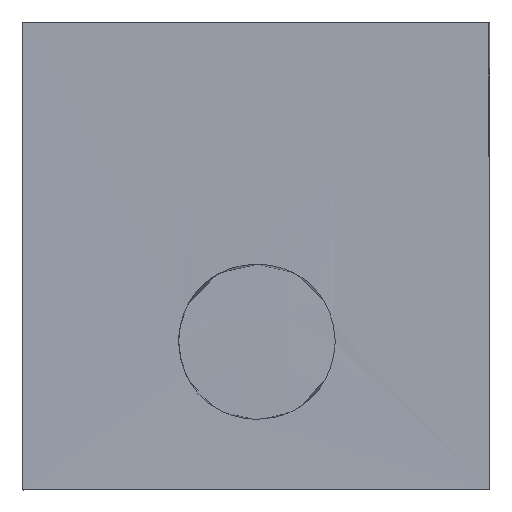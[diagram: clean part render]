
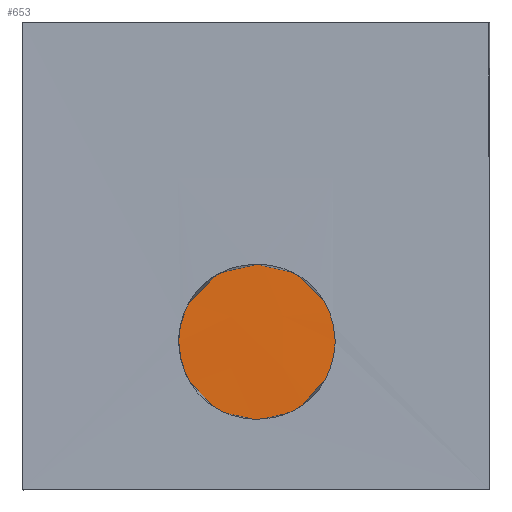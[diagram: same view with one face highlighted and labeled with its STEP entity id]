
A CAD part, left-side view. The second image highlights one B-rep face of the part: STEP entity #653.
In plain terms, the highlighted free-form (B-spline) face has degree [3, 3] with [4, 4] control points.
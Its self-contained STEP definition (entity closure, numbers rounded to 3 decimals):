
#467 = B_SPLINE_SURFACE_WITH_KNOTS('',3,3,(
    (#468,#469,#470,#471)
    ,(#472,#473,#474,#475)
    ,(#476,#477,#478,#479)
    ,(#480,#481,#482,#483
    )),.UNSPECIFIED.,.F.,.F.,.F.,(4,4),(4,4),(0.,1.),(0.,1.),
  .PIECEWISE_BEZIER_KNOTS.);
#468 = CARTESIAN_POINT('',(0.002,-0.346,
    -0.36));
#469 = CARTESIAN_POINT('',(-0.129,-0.346,
    -0.357));
#470 = CARTESIAN_POINT('',(-0.258,-0.346,
    -0.357));
#471 = CARTESIAN_POINT('',(-0.389,-0.35,
    -0.357));
#472 = CARTESIAN_POINT('',(-0.008,-0.358,
    -0.816));
#473 = CARTESIAN_POINT('',(-0.134,-0.366,
    -0.814));
#474 = CARTESIAN_POINT('',(-0.27,-0.362,-0.811
    ));
#475 = CARTESIAN_POINT('',(-0.396,-0.36,
    -0.814));
#476 = CARTESIAN_POINT('',(0.,0.353,
    -0.808));
#477 = CARTESIAN_POINT('',(-0.134,0.354,
    -0.814));
#478 = CARTESIAN_POINT('',(-0.258,0.358,-0.815)
  );
#479 = CARTESIAN_POINT('',(-0.394,0.353,
    -0.815));
#480 = CARTESIAN_POINT('',(-0.002,0.346,
    -0.359));
#481 = CARTESIAN_POINT('',(-0.131,0.342,
    -0.355));
#482 = CARTESIAN_POINT('',(-0.265,0.343,
    -0.359));
#483 = CARTESIAN_POINT('',(-0.394,0.345,-0.359
    ));
#510 = B_SPLINE_SURFACE_WITH_KNOTS('',3,3,(
    (#511,#512,#513,#514)
    ,(#515,#516,#517,#518)
    ,(#519,#520,#521,#522)
    ,(#523,#524,#525,#526
    )),.UNSPECIFIED.,.F.,.F.,.F.,(4,4),(4,4),(0.,1.),(0.,1.),
  .PIECEWISE_BEZIER_KNOTS.);
#511 = CARTESIAN_POINT('',(-0.006,0.341,
    -0.368));
#512 = CARTESIAN_POINT('',(-0.131,0.336,
    -0.369));
#513 = CARTESIAN_POINT('',(-0.266,0.339,
    -0.367));
#514 = CARTESIAN_POINT('',(-0.389,0.338,
    -0.366));
#515 = CARTESIAN_POINT('',(-0.004,0.35,
    0.081));
#516 = CARTESIAN_POINT('',(-0.141,0.356,
    0.078));
#517 = CARTESIAN_POINT('',(-0.254,0.349,
    0.079));
#518 = CARTESIAN_POINT('',(-0.391,0.35,
    0.082));
#519 = CARTESIAN_POINT('',(-0.011,-0.351,
    0.073));
#520 = CARTESIAN_POINT('',(-0.132,-0.365,
    0.08));
#521 = CARTESIAN_POINT('',(-0.266,-0.349,
    0.082));
#522 = CARTESIAN_POINT('',(-0.389,-0.357,
    0.078));
#523 = CARTESIAN_POINT('',(-0.003,-0.347,
    -0.367));
#524 = CARTESIAN_POINT('',(-0.13,-0.34,
    -0.371));
#525 = CARTESIAN_POINT('',(-0.261,-0.349,
    -0.367));
#526 = CARTESIAN_POINT('',(-0.387,-0.346,
    -0.364));
#560 = VERTEX_POINT('',#561);
#561 = CARTESIAN_POINT('',(-0.001,0.332,
    -0.364));
#586 = VERTEX_POINT('',#587);
#587 = CARTESIAN_POINT('',(0.001,-0.339,
    -0.363));
#610 = EDGE_CURVE('',#560,#586,#611,.T.);
#611 = SURFACE_CURVE('',#612,(#617,#627),.PCURVE_S1.);
#612 = B_SPLINE_CURVE_WITH_KNOTS('',3,(#613,#614,#615,#616),
  .UNSPECIFIED.,.F.,.F.,(4,4),(0.,1.),.PIECEWISE_BEZIER_KNOTS.);
#613 = CARTESIAN_POINT('',(-0.001,0.332,
    -0.364));
#614 = CARTESIAN_POINT('',(-0.001,0.309,
    -0.808));
#615 = CARTESIAN_POINT('',(-0.003,-0.315,
    -0.804));
#616 = CARTESIAN_POINT('',(0.001,-0.339,
    -0.363));
#617 = PCURVE('',#467,#618);
#618 = DEFINITIONAL_REPRESENTATION('',(#619),#626);
#619 = B_SPLINE_CURVE_WITH_KNOTS('',5,(#620,#621,#622,#623,#624,#625),
  .UNSPECIFIED.,.F.,.F.,(6,6),(0.,1.),.PIECEWISE_BEZIER_KNOTS.);
#620 = CARTESIAN_POINT('',(0.997,0.));
#621 = CARTESIAN_POINT('',(0.797,0.003));
#622 = CARTESIAN_POINT('',(0.54,-0.005));
#623 = CARTESIAN_POINT('',(0.458,-0.006));
#624 = CARTESIAN_POINT('',(0.197,-0.008));
#625 = CARTESIAN_POINT('',(0.002,0.));
#626 = ( GEOMETRIC_REPRESENTATION_CONTEXT(2) 
PARAMETRIC_REPRESENTATION_CONTEXT() REPRESENTATION_CONTEXT('2D SPACE',''
  ) );
#627 = PCURVE('',#628,#645);
#628 = B_SPLINE_SURFACE_WITH_KNOTS('',3,3,(
    (#629,#630,#631,#632)
    ,(#633,#634,#635,#636)
    ,(#637,#638,#639,#640)
    ,(#641,#642,#643,#644
    )),.UNSPECIFIED.,.F.,.F.,.F.,(4,4),(4,4),(0.,1.),(0.,1.),
  .PIECEWISE_BEZIER_KNOTS.);
#629 = CARTESIAN_POINT('',(-0.002,-0.348,
    -0.713));
#630 = CARTESIAN_POINT('',(0.002,-0.121,
    -0.714));
#631 = CARTESIAN_POINT('',(-0.001,0.107,
    -0.711));
#632 = CARTESIAN_POINT('',(0.001,0.336,
    -0.715));
#633 = CARTESIAN_POINT('',(0.,-0.346,
    -0.488));
#634 = CARTESIAN_POINT('',(-0.008,-0.116,
    -0.481));
#635 = CARTESIAN_POINT('',(0.002,0.109,
    -0.487));
#636 = CARTESIAN_POINT('',(0.,0.338,
    -0.488));
#637 = CARTESIAN_POINT('',(-0.004,-0.348,
    -0.255));
#638 = CARTESIAN_POINT('',(0.004,-0.12,
    -0.259));
#639 = CARTESIAN_POINT('',(-0.003,0.112,
    -0.258));
#640 = CARTESIAN_POINT('',(-0.002,0.338,
    -0.259));
#641 = CARTESIAN_POINT('',(0.001,-0.348,
    -0.032));
#642 = CARTESIAN_POINT('',(-0.001,-0.118,
    -0.032));
#643 = CARTESIAN_POINT('',(0.003,0.111,
    -0.029));
#644 = CARTESIAN_POINT('',(-0.001,0.341,
    -0.032));
#645 = DEFINITIONAL_REPRESENTATION('',(#646),#652);
#646 = B_SPLINE_CURVE_WITH_KNOTS('',4,(#647,#648,#649,#650,#651),
  .UNSPECIFIED.,.F.,.F.,(5,5),(0.,1.),.PIECEWISE_BEZIER_KNOTS.);
#647 = CARTESIAN_POINT('',(0.514,0.991));
#648 = CARTESIAN_POINT('',(0.026,0.969));
#649 = CARTESIAN_POINT('',(-0.141,0.508));
#650 = CARTESIAN_POINT('',(0.03,0.037));
#651 = CARTESIAN_POINT('',(0.513,0.012));
#652 = ( GEOMETRIC_REPRESENTATION_CONTEXT(2) 
PARAMETRIC_REPRESENTATION_CONTEXT() REPRESENTATION_CONTEXT('2D SPACE',''
  ) );
#653 = ADVANCED_FACE('',(#654),#628,.T.);
#654 = FACE_BOUND('',#655,.T.);
#655 = EDGE_LOOP('',(#656,#657));
#656 = ORIENTED_EDGE('',*,*,#610,.T.);
#657 = ORIENTED_EDGE('',*,*,#658,.T.);
#658 = EDGE_CURVE('',#586,#560,#659,.T.);
#659 = SURFACE_CURVE('',#660,(#665,#673),.PCURVE_S1.);
#660 = B_SPLINE_CURVE_WITH_KNOTS('',3,(#661,#662,#663,#664),
  .UNSPECIFIED.,.F.,.F.,(4,4),(0.,1.),.PIECEWISE_BEZIER_KNOTS.);
#661 = CARTESIAN_POINT('',(0.001,-0.339,
    -0.363));
#662 = CARTESIAN_POINT('',(-0.001,-0.323,
    0.076));
#663 = CARTESIAN_POINT('',(0.001,0.315,
    0.074));
#664 = CARTESIAN_POINT('',(-0.001,0.332,
    -0.364));
#665 = PCURVE('',#628,#666);
#666 = DEFINITIONAL_REPRESENTATION('',(#667),#672);
#667 = B_SPLINE_CURVE_WITH_KNOTS('',3,(#668,#669,#670,#671),
  .UNSPECIFIED.,.F.,.F.,(4,4),(0.,1.),.PIECEWISE_BEZIER_KNOTS.);
#668 = CARTESIAN_POINT('',(0.513,0.012));
#669 = CARTESIAN_POINT('',(1.153,0.037));
#670 = CARTESIAN_POINT('',(1.154,0.962));
#671 = CARTESIAN_POINT('',(0.514,0.991));
#672 = ( GEOMETRIC_REPRESENTATION_CONTEXT(2) 
PARAMETRIC_REPRESENTATION_CONTEXT() REPRESENTATION_CONTEXT('2D SPACE',''
  ) );
#673 = PCURVE('',#510,#674);
#674 = DEFINITIONAL_REPRESENTATION('',(#675),#682);
#675 = B_SPLINE_CURVE_WITH_KNOTS('',5,(#676,#677,#678,#679,#680,#681),
  .UNSPECIFIED.,.F.,.F.,(6,6),(0.,1.),.PIECEWISE_BEZIER_KNOTS.);
#676 = CARTESIAN_POINT('',(0.997,-0.01));
#677 = CARTESIAN_POINT('',(0.796,-0.01));
#678 = CARTESIAN_POINT('',(0.559,-0.01));
#679 = CARTESIAN_POINT('',(0.451,-0.01));
#680 = CARTESIAN_POINT('',(0.2,-0.01));
#681 = CARTESIAN_POINT('',(0.003,-0.011));
#682 = ( GEOMETRIC_REPRESENTATION_CONTEXT(2) 
PARAMETRIC_REPRESENTATION_CONTEXT() REPRESENTATION_CONTEXT('2D SPACE',''
  ) );
